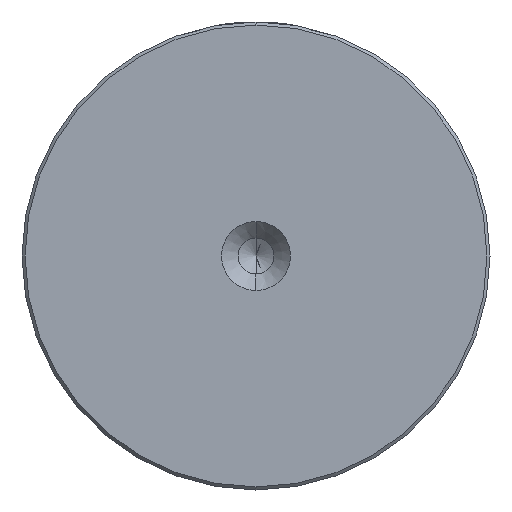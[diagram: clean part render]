
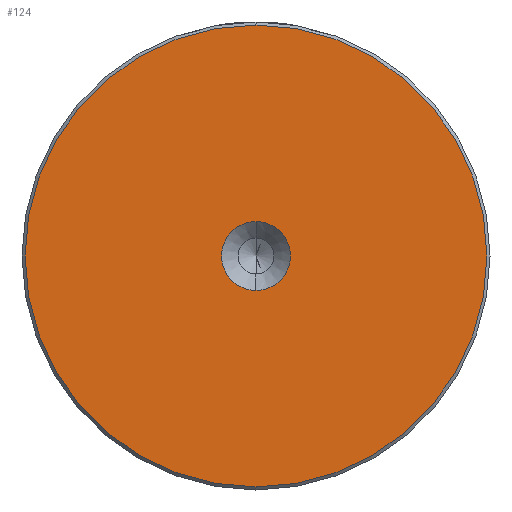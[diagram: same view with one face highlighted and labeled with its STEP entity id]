
A CAD part, left-side view. The second image highlights one B-rep face of the part: STEP entity #124.
In plain terms, the highlighted planar face has unit normal (-1, 0, 0).
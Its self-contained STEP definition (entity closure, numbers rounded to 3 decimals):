
#124 = ADVANCED_FACE ( 'NONE', ( #582, #2128 ), #1688, .T. ) ;
#133 = DIRECTION ( 'NONE',  ( -1., 0., 0. ) ) ;
#241 = DIRECTION ( 'NONE',  ( 0., 0., 1. ) ) ;
#249 = DIRECTION ( 'NONE',  ( -1., 0., 0. ) ) ;
#254 = CIRCLE ( 'NONE', #2366, 5.6 ) ;
#261 = CARTESIAN_POINT ( 'NONE',  ( 0., 0., 0. ) ) ;
#276 = EDGE_CURVE ( 'NONE', #1374, #1755, #254, .T. ) ;
#283 = DIRECTION ( 'NONE',  ( 0., 0., 1. ) ) ;
#293 = DIRECTION ( 'NONE',  ( -1., 0., 0. ) ) ;
#299 = ORIENTED_EDGE ( 'NONE', *, *, #276, .F. ) ;
#303 = CARTESIAN_POINT ( 'NONE',  ( 0., 0., 0. ) ) ;
#367 = CARTESIAN_POINT ( 'NONE',  ( 0., 0., 0. ) ) ;
#421 = EDGE_CURVE ( 'NONE', #1755, #1374, #2066, .T. ) ;
#456 = EDGE_CURVE ( 'NONE', #654, #560, #1933, .T. ) ;
#560 = VERTEX_POINT ( 'NONE', #993 ) ;
#582 = FACE_OUTER_BOUND ( 'NONE', #2438, .T. ) ;
#607 = AXIS2_PLACEMENT_3D ( 'NONE', #2038, #1662, #1655 ) ;
#654 = VERTEX_POINT ( 'NONE', #2415 ) ;
#688 = EDGE_CURVE ( 'NONE', #560, #654, #1553, .T. ) ;
#841 = AXIS2_PLACEMENT_3D ( 'NONE', #303, #293, #283 ) ;
#882 = ORIENTED_EDGE ( 'NONE', *, *, #421, .F. ) ;
#889 = ORIENTED_EDGE ( 'NONE', *, *, #456, .T. ) ;
#927 = ORIENTED_EDGE ( 'NONE', *, *, #688, .T. ) ;
#993 = CARTESIAN_POINT ( 'NONE',  ( 0., 0., 37.5 ) ) ;
#1219 = EDGE_LOOP ( 'NONE', ( #882, #299 ) ) ;
#1267 = CARTESIAN_POINT ( 'NONE',  ( 0., 0., -5.6 ) ) ;
#1374 = VERTEX_POINT ( 'NONE', #1267 ) ;
#1495 = AXIS2_PLACEMENT_3D ( 'NONE', #2432, #2419, #2399 ) ;
#1553 = CIRCLE ( 'NONE', #1934, 37.5 ) ;
#1655 = DIRECTION ( 'NONE',  ( 0., 0., 1. ) ) ;
#1662 = DIRECTION ( 'NONE',  ( -1., 0., 0. ) ) ;
#1688 = PLANE ( 'NONE',  #607 ) ;
#1755 = VERTEX_POINT ( 'NONE', #2324 ) ;
#1933 = CIRCLE ( 'NONE', #1495, 37.5 ) ;
#1934 = AXIS2_PLACEMENT_3D ( 'NONE', #367, #133, #2600 ) ;
#2038 = CARTESIAN_POINT ( 'NONE',  ( 0., 0., 0. ) ) ;
#2066 = CIRCLE ( 'NONE', #841, 5.6 ) ;
#2128 = FACE_BOUND ( 'NONE', #1219, .T. ) ;
#2324 = CARTESIAN_POINT ( 'NONE',  ( 0., 0., 5.6 ) ) ;
#2366 = AXIS2_PLACEMENT_3D ( 'NONE', #261, #249, #241 ) ;
#2399 = DIRECTION ( 'NONE',  ( 0., 0., 1. ) ) ;
#2415 = CARTESIAN_POINT ( 'NONE',  ( 0., 0., -37.5 ) ) ;
#2419 = DIRECTION ( 'NONE',  ( -1., 0., 0. ) ) ;
#2432 = CARTESIAN_POINT ( 'NONE',  ( 0., 0., 0. ) ) ;
#2438 = EDGE_LOOP ( 'NONE', ( #889, #927 ) ) ;
#2600 = DIRECTION ( 'NONE',  ( 0., 0., 1. ) ) ;
